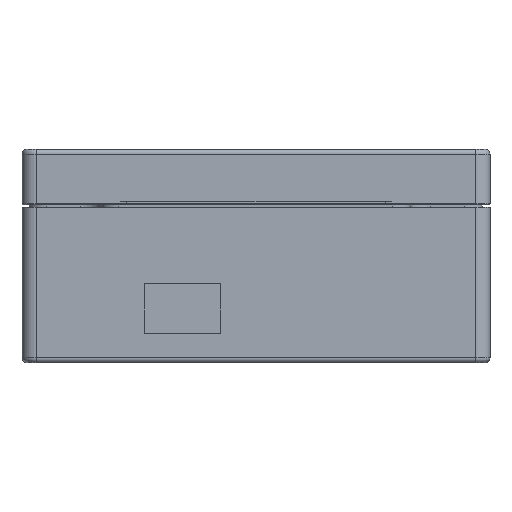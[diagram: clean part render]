
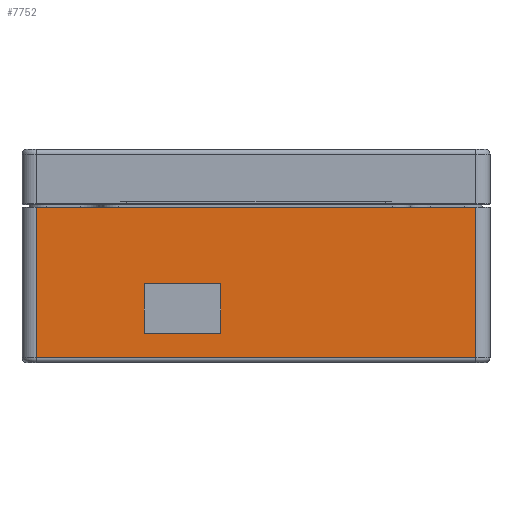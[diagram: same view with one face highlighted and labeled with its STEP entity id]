
A CAD part, front view. The second image highlights one B-rep face of the part: STEP entity #7752.
In plain terms, the highlighted planar face has unit normal (0, -1, 0).
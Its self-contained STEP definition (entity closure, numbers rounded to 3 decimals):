
#114=FACE_BOUND('',#1197,.T.);
#323=PLANE('',#8670);
#725=FACE_OUTER_BOUND('',#1196,.T.);
#1196=EDGE_LOOP('',(#7093,#7094,#7095,#7096));
#1197=EDGE_LOOP('',(#7097,#7098,#7099,#7100));
#1550=LINE('',#12500,#2230);
#1553=LINE('',#12506,#2233);
#1556=LINE('',#12512,#2236);
#1559=LINE('',#12516,#2239);
#1890=LINE('',#13490,#2570);
#1903=LINE('',#13531,#2583);
#1904=LINE('',#13533,#2584);
#1905=LINE('',#13534,#2585);
#2230=VECTOR('',#10030,10.);
#2233=VECTOR('',#10035,10.);
#2236=VECTOR('',#10040,10.);
#2239=VECTOR('',#10045,10.);
#2570=VECTOR('',#11000,1000.);
#2583=VECTOR('',#11035,1000.);
#2584=VECTOR('',#11036,1000.);
#2585=VECTOR('',#11037,1000.);
#3428=VERTEX_POINT('',#12497);
#3429=VERTEX_POINT('',#12499);
#3431=VERTEX_POINT('',#12505);
#3433=VERTEX_POINT('',#12511);
#3763=VERTEX_POINT('',#13487);
#3764=VERTEX_POINT('',#13489);
#3781=VERTEX_POINT('',#13530);
#3782=VERTEX_POINT('',#13532);
#4390=EDGE_CURVE('',#3429,#3428,#1550,.T.);
#4393=EDGE_CURVE('',#3431,#3429,#1553,.T.);
#4396=EDGE_CURVE('',#3433,#3431,#1556,.T.);
#4399=EDGE_CURVE('',#3428,#3433,#1559,.T.);
#4882=EDGE_CURVE('',#3763,#3764,#1890,.T.);
#4902=EDGE_CURVE('',#3763,#3781,#1903,.T.);
#4903=EDGE_CURVE('',#3781,#3782,#1904,.T.);
#4904=EDGE_CURVE('',#3782,#3764,#1905,.T.);
#7093=ORIENTED_EDGE('',*,*,#4902,.T.);
#7094=ORIENTED_EDGE('',*,*,#4903,.T.);
#7095=ORIENTED_EDGE('',*,*,#4904,.T.);
#7096=ORIENTED_EDGE('',*,*,#4882,.F.);
#7097=ORIENTED_EDGE('',*,*,#4390,.T.);
#7098=ORIENTED_EDGE('',*,*,#4399,.T.);
#7099=ORIENTED_EDGE('',*,*,#4396,.T.);
#7100=ORIENTED_EDGE('',*,*,#4393,.T.);
#7752=ADVANCED_FACE('',(#725,#114),#323,.F.);
#8670=AXIS2_PLACEMENT_3D('',#13529,#11033,#11034);
#10030=DIRECTION('',(-1.,0.,0.));
#10035=DIRECTION('',(0.,0.,-1.));
#10040=DIRECTION('',(1.,0.,0.));
#10045=DIRECTION('',(0.,0.,1.));
#11000=DIRECTION('',(1.,0.,0.));
#11033=DIRECTION('center_axis',(0.,1.,0.));
#11034=DIRECTION('ref_axis',(-1.,0.,0.));
#11035=DIRECTION('',(0.,0.,-1.));
#11036=DIRECTION('',(1.,0.,0.));
#11037=DIRECTION('',(0.,0.,1.));
#12497=CARTESIAN_POINT('',(-28.9,-85.471,7.55));
#12499=CARTESIAN_POINT('',(-9.1,-85.471,7.55));
#12500=CARTESIAN_POINT('',(25.676,-85.471,7.55));
#12505=CARTESIAN_POINT('',(-9.1,-85.471,20.45));
#12506=CARTESIAN_POINT('',(-9.1,-85.471,30.291));
#12511=CARTESIAN_POINT('',(-28.9,-85.471,20.45));
#12512=CARTESIAN_POINT('',(15.776,-85.471,20.45));
#12516=CARTESIAN_POINT('',(-28.9,-85.471,23.841));
#13487=CARTESIAN_POINT('',(-56.755,-85.471,40.132));
#13489=CARTESIAN_POINT('',(56.755,-85.471,40.132));
#13490=CARTESIAN_POINT('',(60.452,-85.471,40.132));
#13529=CARTESIAN_POINT('Origin',(60.452,-85.471,40.132));
#13530=CARTESIAN_POINT('',(-56.755,-85.471,1.232));
#13531=CARTESIAN_POINT('',(-56.755,-85.471,40.132));
#13532=CARTESIAN_POINT('',(56.755,-85.471,1.232));
#13533=CARTESIAN_POINT('',(60.452,-85.471,1.232));
#13534=CARTESIAN_POINT('',(56.755,-85.471,40.132));
